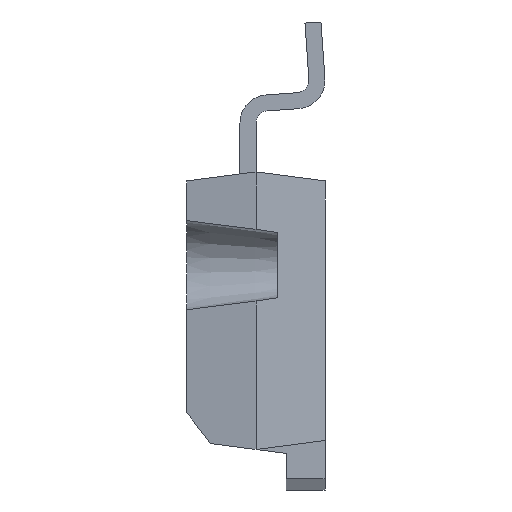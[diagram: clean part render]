
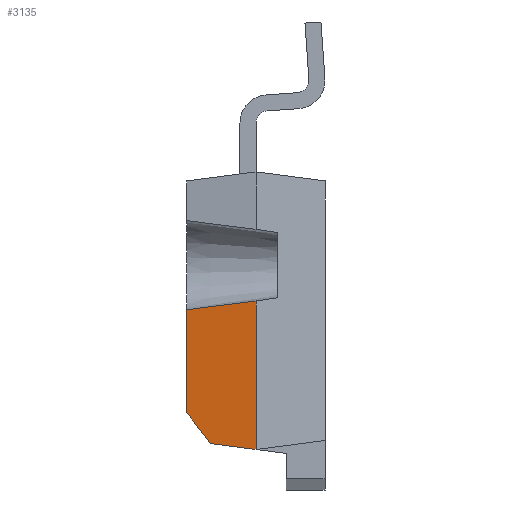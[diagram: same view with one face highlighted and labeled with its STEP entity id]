
A CAD part, left-side view. The second image highlights one B-rep face of the part: STEP entity #3135.
In plain terms, the highlighted planar face has unit normal (-0.991, 0.131, 0).
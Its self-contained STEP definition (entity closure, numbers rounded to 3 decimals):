
#460 = PLANE('',#461);
#461 = AXIS2_PLACEMENT_3D('',#462,#463,#464);
#462 = CARTESIAN_POINT('',(-5.1,0.,-4.575));
#463 = DIRECTION('',(-0.991,-0.131,0.));
#464 = DIRECTION('',(0.131,-0.991,0.));
#740 = PLANE('',#741);
#741 = AXIS2_PLACEMENT_3D('',#742,#743,#744);
#742 = CARTESIAN_POINT('',(-5.1,0.,-4.575));
#743 = DIRECTION('',(0.,0.131,-0.991));
#744 = DIRECTION('',(0.,0.991,0.131));
#1368 = CONICAL_SURFACE('',#1369,1.5,0.14);
#1369 = AXIS2_PLACEMENT_3D('',#1370,#1371,#1372);
#1370 = CARTESIAN_POINT('',(-5.1,2.275,1.5));
#1371 = DIRECTION('',(0.,1.,0.));
#1372 = DIRECTION('',(0.,0.,1.));
#1431 = VERTEX_POINT('',#1432);
#1432 = CARTESIAN_POINT('',(-5.1,0.,0.32));
#1477 = EDGE_CURVE('',#1478,#1431,#1480,.T.);
#1478 = VERTEX_POINT('',#1479);
#1479 = CARTESIAN_POINT('',(-5.1,0.,-4.575));
#1480 = SURFACE_CURVE('',#1481,(#1485,#1492),.PCURVE_S1.);
#1481 = LINE('',#1482,#1483);
#1482 = CARTESIAN_POINT('',(-5.1,0.,-4.575));
#1483 = VECTOR('',#1484,1.);
#1484 = DIRECTION('',(0.,0.,1.));
#1485 = PCURVE('',#460,#1486);
#1486 = DEFINITIONAL_REPRESENTATION('',(#1487),#1491);
#1487 = LINE('',#1488,#1489);
#1488 = CARTESIAN_POINT('',(0.,0.));
#1489 = VECTOR('',#1490,1.);
#1490 = DIRECTION('',(0.,1.));
#1491 = ( GEOMETRIC_REPRESENTATION_CONTEXT(2) 
PARAMETRIC_REPRESENTATION_CONTEXT() REPRESENTATION_CONTEXT('2D SPACE',''
  ) );
#1492 = PCURVE('',#1493,#1498);
#1493 = PLANE('',#1494);
#1494 = AXIS2_PLACEMENT_3D('',#1495,#1496,#1497);
#1495 = CARTESIAN_POINT('',(-5.1,0.,-4.575));
#1496 = DIRECTION('',(-0.991,0.131,0.));
#1497 = DIRECTION('',(-0.131,-0.991,0.));
#1498 = DEFINITIONAL_REPRESENTATION('',(#1499),#1503);
#1499 = LINE('',#1500,#1501);
#1500 = CARTESIAN_POINT('',(0.,0.));
#1501 = VECTOR('',#1502,1.);
#1502 = DIRECTION('',(0.,1.));
#1503 = ( GEOMETRIC_REPRESENTATION_CONTEXT(2) 
PARAMETRIC_REPRESENTATION_CONTEXT() REPRESENTATION_CONTEXT('2D SPACE',''
  ) );
#1784 = EDGE_CURVE('',#1785,#1478,#1787,.T.);
#1785 = VERTEX_POINT('',#1786);
#1786 = CARTESIAN_POINT('',(-4.903,1.5,-4.378));
#1787 = SURFACE_CURVE('',#1788,(#1792,#1799),.PCURVE_S1.);
#1788 = LINE('',#1789,#1790);
#1789 = CARTESIAN_POINT('',(-5.1,0.,-4.575));
#1790 = VECTOR('',#1791,1.);
#1791 = DIRECTION('',(-0.129,-0.983,-0.129));
#1792 = PCURVE('',#740,#1793);
#1793 = DEFINITIONAL_REPRESENTATION('',(#1794),#1798);
#1794 = LINE('',#1795,#1796);
#1795 = CARTESIAN_POINT('',(0.,0.));
#1796 = VECTOR('',#1797,1.);
#1797 = DIRECTION('',(-0.992,-0.129));
#1798 = ( GEOMETRIC_REPRESENTATION_CONTEXT(2) 
PARAMETRIC_REPRESENTATION_CONTEXT() REPRESENTATION_CONTEXT('2D SPACE',''
  ) );
#1799 = PCURVE('',#1493,#1800);
#1800 = DEFINITIONAL_REPRESENTATION('',(#1801),#1805);
#1801 = LINE('',#1802,#1803);
#1802 = CARTESIAN_POINT('',(0.,0.));
#1803 = VECTOR('',#1804,1.);
#1804 = DIRECTION('',(0.992,-0.129));
#1805 = ( GEOMETRIC_REPRESENTATION_CONTEXT(2) 
PARAMETRIC_REPRESENTATION_CONTEXT() REPRESENTATION_CONTEXT('2D SPACE',''
  ) );
#1823 = PLANE('',#1824);
#1824 = AXIS2_PLACEMENT_3D('',#1825,#1826,#1827);
#1825 = CARTESIAN_POINT('',(-5.1,2.275,-3.368));
#1826 = DIRECTION('',(0.,-0.793,0.609));
#1827 = DIRECTION('',(0.,-0.609,-0.793));
#1949 = PLANE('',#1950);
#1950 = AXIS2_PLACEMENT_3D('',#1951,#1952,#1953);
#1951 = CARTESIAN_POINT('',(-5.1,2.275,4.575));
#1952 = DIRECTION('',(0.,1.,0.));
#1953 = DIRECTION('',(0.,0.,1.));
#3030 = EDGE_CURVE('',#3031,#1431,#3033,.T.);
#3031 = VERTEX_POINT('',#3032);
#3032 = CARTESIAN_POINT('',(-4.8,2.275,0.03));
#3033 = SURFACE_CURVE('',#3034,(#3039,#3068),.PCURVE_S1.);
#3034 = B_SPLINE_CURVE_WITH_KNOTS('',3,(#3035,#3036,#3037,#3038),
  .UNSPECIFIED.,.F.,.F.,(4,4),(0.,0.002),
  .PIECEWISE_BEZIER_KNOTS.);
#3035 = CARTESIAN_POINT('',(-4.8,2.275,0.03));
#3036 = CARTESIAN_POINT('',(-4.9,1.516,
    0.119));
#3037 = CARTESIAN_POINT('',(-5.,0.757,0.213
    ));
#3038 = CARTESIAN_POINT('',(-5.1,0.,0.32));
#3039 = PCURVE('',#1368,#3040);
#3040 = DEFINITIONAL_REPRESENTATION('',(#3041),#3067);
#3041 = B_SPLINE_CURVE_WITH_KNOTS('',3,(#3042,#3043,#3044,#3045,#3046,
    #3047,#3048,#3049,#3050,#3051,#3052,#3053,#3054,#3055,#3056,#3057,
    #3058,#3059,#3060,#3061,#3062,#3063,#3064,#3065,#3066),
  .UNSPECIFIED.,.F.,.F.,(4,1,1,1,1,1,1,1,1,1,1,1,1,1,1,1,1,1,1,1,1,1,4),
  (0.,0.,0.,
    0.,0.,0.001,
    0.001,0.001,0.001,
    0.001,0.001,0.001,
    0.001,0.001,0.001,
    0.002,0.002,0.002,
    0.002,0.002,0.002,
    0.002,0.002),.QUASI_UNIFORM_KNOTS.);
#3042 = CARTESIAN_POINT('',(2.941,0.));
#3043 = CARTESIAN_POINT('',(2.943,-0.035));
#3044 = CARTESIAN_POINT('',(2.948,-0.104));
#3045 = CARTESIAN_POINT('',(2.955,-0.207));
#3046 = CARTESIAN_POINT('',(2.963,-0.311));
#3047 = CARTESIAN_POINT('',(2.971,-0.414));
#3048 = CARTESIAN_POINT('',(2.979,-0.518));
#3049 = CARTESIAN_POINT('',(2.987,-0.621));
#3050 = CARTESIAN_POINT('',(2.995,-0.725));
#3051 = CARTESIAN_POINT('',(3.003,-0.828));
#3052 = CARTESIAN_POINT('',(3.012,-0.931));
#3053 = CARTESIAN_POINT('',(3.021,-1.035));
#3054 = CARTESIAN_POINT('',(3.03,-1.138));
#3055 = CARTESIAN_POINT('',(3.039,-1.242));
#3056 = CARTESIAN_POINT('',(3.048,-1.345));
#3057 = CARTESIAN_POINT('',(3.058,-1.449));
#3058 = CARTESIAN_POINT('',(3.067,-1.552));
#3059 = CARTESIAN_POINT('',(3.077,-1.655));
#3060 = CARTESIAN_POINT('',(3.087,-1.759));
#3061 = CARTESIAN_POINT('',(3.098,-1.862));
#3062 = CARTESIAN_POINT('',(3.108,-1.965));
#3063 = CARTESIAN_POINT('',(3.119,-2.068));
#3064 = CARTESIAN_POINT('',(3.13,-2.172));
#3065 = CARTESIAN_POINT('',(3.138,-2.241));
#3066 = CARTESIAN_POINT('',(3.142,-2.275));
#3067 = ( GEOMETRIC_REPRESENTATION_CONTEXT(2) 
PARAMETRIC_REPRESENTATION_CONTEXT() REPRESENTATION_CONTEXT('2D SPACE',''
  ) );
#3068 = PCURVE('',#1493,#3069);
#3069 = DEFINITIONAL_REPRESENTATION('',(#3070),#3075);
#3070 = B_SPLINE_CURVE_WITH_KNOTS('',3,(#3071,#3072,#3073,#3074),
  .UNSPECIFIED.,.F.,.F.,(4,4),(0.,0.002),
  .PIECEWISE_BEZIER_KNOTS.);
#3071 = CARTESIAN_POINT('',(-2.295,4.605));
#3072 = CARTESIAN_POINT('',(-1.529,4.694));
#3073 = CARTESIAN_POINT('',(-0.764,4.788));
#3074 = CARTESIAN_POINT('',(0.,4.895));
#3075 = ( GEOMETRIC_REPRESENTATION_CONTEXT(2) 
PARAMETRIC_REPRESENTATION_CONTEXT() REPRESENTATION_CONTEXT('2D SPACE',''
  ) );
#3135 = ADVANCED_FACE('',(#3136),#1493,.T.);
#3136 = FACE_BOUND('',#3137,.T.);
#3137 = EDGE_LOOP('',(#3138,#3161,#3182,#3183,#3184));
#3138 = ORIENTED_EDGE('',*,*,#3139,.F.);
#3139 = EDGE_CURVE('',#3140,#3031,#3142,.T.);
#3140 = VERTEX_POINT('',#3141);
#3141 = CARTESIAN_POINT('',(-4.8,2.275,-3.368));
#3142 = SURFACE_CURVE('',#3143,(#3147,#3154),.PCURVE_S1.);
#3143 = LINE('',#3144,#3145);
#3144 = CARTESIAN_POINT('',(-4.8,2.275,-4.575));
#3145 = VECTOR('',#3146,1.);
#3146 = DIRECTION('',(0.,0.,1.));
#3147 = PCURVE('',#1493,#3148);
#3148 = DEFINITIONAL_REPRESENTATION('',(#3149),#3153);
#3149 = LINE('',#3150,#3151);
#3150 = CARTESIAN_POINT('',(-2.295,0.));
#3151 = VECTOR('',#3152,1.);
#3152 = DIRECTION('',(0.,1.));
#3153 = ( GEOMETRIC_REPRESENTATION_CONTEXT(2) 
PARAMETRIC_REPRESENTATION_CONTEXT() REPRESENTATION_CONTEXT('2D SPACE',''
  ) );
#3154 = PCURVE('',#1949,#3155);
#3155 = DEFINITIONAL_REPRESENTATION('',(#3156),#3160);
#3156 = LINE('',#3157,#3158);
#3157 = CARTESIAN_POINT('',(-9.15,0.3));
#3158 = VECTOR('',#3159,1.);
#3159 = DIRECTION('',(1.,-0.));
#3160 = ( GEOMETRIC_REPRESENTATION_CONTEXT(2) 
PARAMETRIC_REPRESENTATION_CONTEXT() REPRESENTATION_CONTEXT('2D SPACE',''
  ) );
#3161 = ORIENTED_EDGE('',*,*,#3162,.T.);
#3162 = EDGE_CURVE('',#3140,#1785,#3163,.T.);
#3163 = SURFACE_CURVE('',#3164,(#3168,#3175),.PCURVE_S1.);
#3164 = LINE('',#3165,#3166);
#3165 = CARTESIAN_POINT('',(-4.989,0.843,
    -5.233));
#3166 = VECTOR('',#3167,1.);
#3167 = DIRECTION('',(-0.08,-0.607,
    -0.791));
#3168 = PCURVE('',#1493,#3169);
#3169 = DEFINITIONAL_REPRESENTATION('',(#3170),#3174);
#3170 = LINE('',#3171,#3172);
#3171 = CARTESIAN_POINT('',(-0.851,-0.658));
#3172 = VECTOR('',#3173,1.);
#3173 = DIRECTION('',(0.612,-0.791));
#3174 = ( GEOMETRIC_REPRESENTATION_CONTEXT(2) 
PARAMETRIC_REPRESENTATION_CONTEXT() REPRESENTATION_CONTEXT('2D SPACE',''
  ) );
#3175 = PCURVE('',#1823,#3176);
#3176 = DEFINITIONAL_REPRESENTATION('',(#3177),#3181);
#3177 = LINE('',#3178,#3179);
#3178 = CARTESIAN_POINT('',(2.352,0.111));
#3179 = VECTOR('',#3180,1.);
#3180 = DIRECTION('',(0.997,-0.08));
#3181 = ( GEOMETRIC_REPRESENTATION_CONTEXT(2) 
PARAMETRIC_REPRESENTATION_CONTEXT() REPRESENTATION_CONTEXT('2D SPACE',''
  ) );
#3182 = ORIENTED_EDGE('',*,*,#1784,.T.);
#3183 = ORIENTED_EDGE('',*,*,#1477,.T.);
#3184 = ORIENTED_EDGE('',*,*,#3030,.F.);
